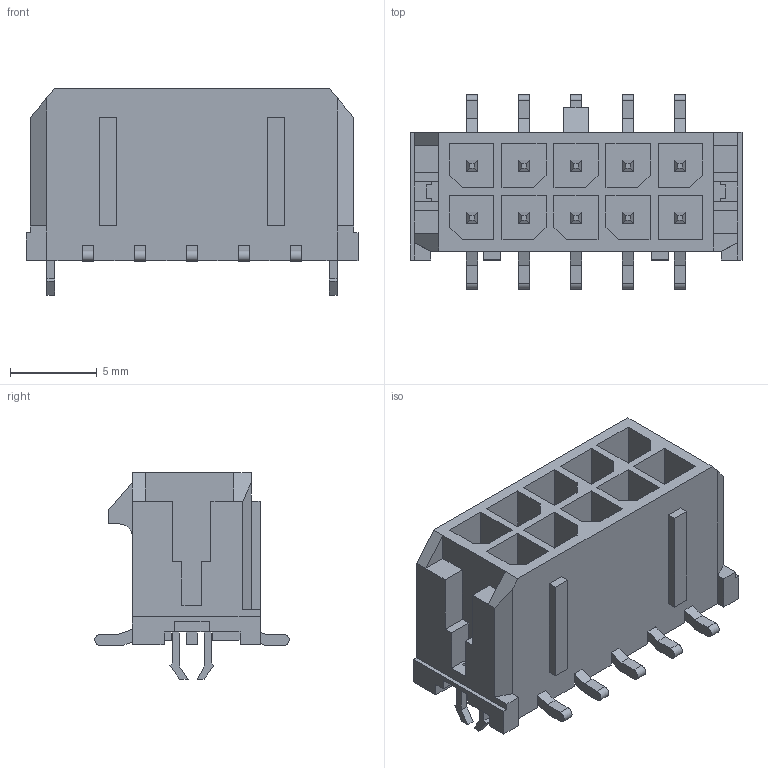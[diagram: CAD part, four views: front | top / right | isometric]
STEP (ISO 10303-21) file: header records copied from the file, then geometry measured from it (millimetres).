
FILE_DESCRIPTION((''),'2;1');
FILE_NAME('430451015','2016-02-03T',('me'),(''),'PRO/ENGINEER BY PARAMETRIC TECHNOLOGY CORPORATION, 2011490','PRO/ENGINEER BY PARAMETRIC TECHNOLOGY CORPORATION, 2011490','');
FILE_SCHEMA(('CONFIG_CONTROL_DESIGN'));
Length unit declared in the file: millimetre
Products named in the file (1): 430451015
Bounding box: 19.15 x 11.2 x 11.91 mm (x, y, z)
Volume: 773.9 mm3; surface area: 1700.2 mm2
Topology: 1 solids, 1 shells, 481 faces, 1259 edges, 809 vertices
Faces by surface type: plane 470, cylinder 11
Entity records: 14262 total; most frequent: CARTESIAN_POINT 2495, ORIENTED_EDGE 2412, DIRECTION 2249, VECTOR 1233, LINE 1233, EDGE_CURVE 1206, VERTEX_POINT 754, AXIS2_PLACEMENT_3D 508
